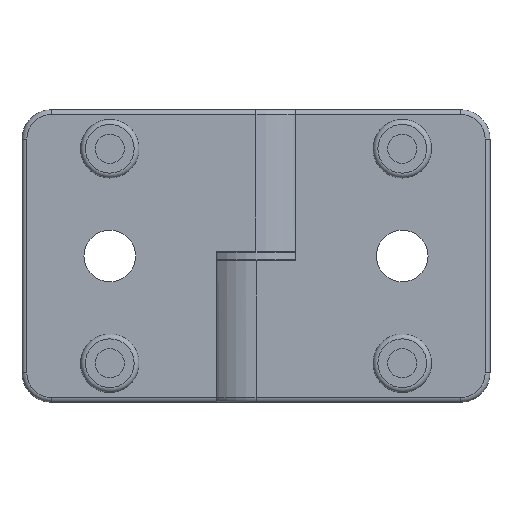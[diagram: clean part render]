
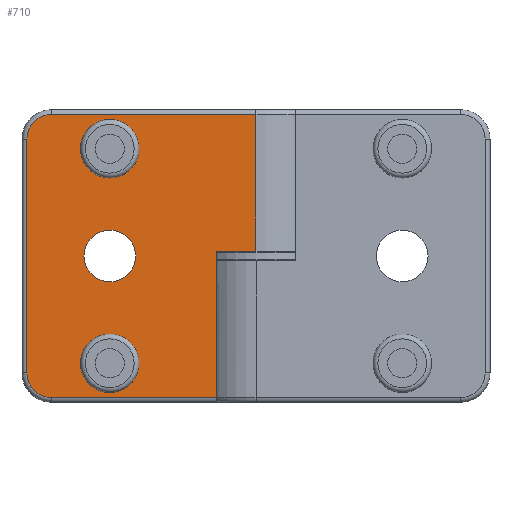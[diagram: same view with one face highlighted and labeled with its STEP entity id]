
A CAD part, front view. The second image highlights one B-rep face of the part: STEP entity #710.
In plain terms, the highlighted planar face has unit normal (0, -1, 0).
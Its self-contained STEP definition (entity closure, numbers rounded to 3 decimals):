
#53=FACE_BOUND('',#164,.T.);
#54=FACE_BOUND('',#165,.T.);
#55=FACE_BOUND('',#166,.T.);
#64=PLANE('',#869);
#112=FACE_OUTER_BOUND('',#163,.T.);
#163=EDGE_LOOP('',(#560,#561,#562,#563,#564,#565,#566,#567));
#164=EDGE_LOOP('',(#568));
#165=EDGE_LOOP('',(#569));
#166=EDGE_LOOP('',(#570));
#207=LINE('',#1273,#246);
#208=LINE('',#1275,#247);
#209=LINE('',#1277,#248);
#210=LINE('',#1281,#249);
#211=LINE('',#1285,#250);
#212=LINE('',#1286,#251);
#246=VECTOR('',#1040,10.);
#247=VECTOR('',#1041,10.);
#248=VECTOR('',#1042,10.);
#249=VECTOR('',#1045,10.);
#250=VECTOR('',#1048,10.);
#251=VECTOR('',#1049,10.);
#289=CIRCLE('',#852,3.);
#296=CIRCLE('',#862,3.);
#300=CIRCLE('',#870,2.5);
#301=CIRCLE('',#871,2.5);
#302=CIRCLE('',#872,2.65);
#344=VERTEX_POINT('',#1239);
#350=VERTEX_POINT('',#1256);
#354=VERTEX_POINT('',#1271);
#355=VERTEX_POINT('',#1272);
#356=VERTEX_POINT('',#1274);
#357=VERTEX_POINT('',#1276);
#358=VERTEX_POINT('',#1278);
#359=VERTEX_POINT('',#1280);
#360=VERTEX_POINT('',#1282);
#361=VERTEX_POINT('',#1284);
#362=VERTEX_POINT('',#1287);
#415=EDGE_CURVE('',#344,#344,#289,.T.);
#423=EDGE_CURVE('',#350,#350,#296,.T.);
#429=EDGE_CURVE('',#354,#355,#207,.T.);
#430=EDGE_CURVE('',#356,#354,#208,.T.);
#431=EDGE_CURVE('',#356,#357,#209,.T.);
#432=EDGE_CURVE('',#357,#358,#300,.T.);
#433=EDGE_CURVE('',#358,#359,#210,.T.);
#434=EDGE_CURVE('',#359,#360,#301,.T.);
#435=EDGE_CURVE('',#360,#361,#211,.T.);
#436=EDGE_CURVE('',#355,#361,#212,.T.);
#437=EDGE_CURVE('',#362,#362,#302,.T.);
#560=ORIENTED_EDGE('',*,*,#429,.F.);
#561=ORIENTED_EDGE('',*,*,#430,.F.);
#562=ORIENTED_EDGE('',*,*,#431,.T.);
#563=ORIENTED_EDGE('',*,*,#432,.T.);
#564=ORIENTED_EDGE('',*,*,#433,.T.);
#565=ORIENTED_EDGE('',*,*,#434,.T.);
#566=ORIENTED_EDGE('',*,*,#435,.T.);
#567=ORIENTED_EDGE('',*,*,#436,.F.);
#568=ORIENTED_EDGE('',*,*,#423,.F.);
#569=ORIENTED_EDGE('',*,*,#415,.F.);
#570=ORIENTED_EDGE('',*,*,#437,.F.);
#710=ADVANCED_FACE('',(#112,#53,#54,#55),#64,.F.);
#852=AXIS2_PLACEMENT_3D('',#1241,#1001,#1002);
#862=AXIS2_PLACEMENT_3D('',#1258,#1022,#1023);
#869=AXIS2_PLACEMENT_3D('',#1270,#1038,#1039);
#870=AXIS2_PLACEMENT_3D('',#1279,#1043,#1044);
#871=AXIS2_PLACEMENT_3D('',#1283,#1046,#1047);
#872=AXIS2_PLACEMENT_3D('',#1288,#1050,#1051);
#1001=DIRECTION('center_axis',(0.,-1.,0.));
#1002=DIRECTION('ref_axis',(-1.,0.,0.));
#1022=DIRECTION('center_axis',(0.,-1.,0.));
#1023=DIRECTION('ref_axis',(-1.,0.,0.));
#1038=DIRECTION('center_axis',(0.,1.,0.));
#1039=DIRECTION('ref_axis',(0.,0.,1.));
#1040=DIRECTION('',(-1.,0.,0.));
#1041=DIRECTION('',(0.,0.,-1.));
#1042=DIRECTION('',(-1.,0.,0.));
#1043=DIRECTION('center_axis',(0.,-1.,0.));
#1044=DIRECTION('ref_axis',(-0.707,0.,0.707));
#1045=DIRECTION('',(0.,0.,-1.));
#1046=DIRECTION('center_axis',(0.,-1.,0.));
#1047=DIRECTION('ref_axis',(-0.707,0.,-0.707));
#1048=DIRECTION('',(1.,0.,0.));
#1049=DIRECTION('',(0.,0.,-1.));
#1050=DIRECTION('center_axis',(0.,-1.,0.));
#1051=DIRECTION('ref_axis',(1.,0.,0.));
#1239=CARTESIAN_POINT('',(17.527,-5.527,-4.));
#1241=CARTESIAN_POINT('Origin',(14.527,-5.527,-4.));
#1256=CARTESIAN_POINT('',(17.527,-5.527,-26.));
#1258=CARTESIAN_POINT('Origin',(14.527,-5.527,-26.));
#1270=CARTESIAN_POINT('Origin',(29.527,-5.527,0.));
#1271=CARTESIAN_POINT('',(29.527,-5.527,-14.5));
#1272=CARTESIAN_POINT('',(25.527,-5.527,-14.5));
#1273=CARTESIAN_POINT('',(29.243,-5.527,-14.5));
#1274=CARTESIAN_POINT('',(29.527,-5.527,-0.5));
#1275=CARTESIAN_POINT('',(29.527,-5.527,0.));
#1276=CARTESIAN_POINT('',(8.527,-5.527,-0.5));
#1277=CARTESIAN_POINT('',(25.208,-5.527,-0.5));
#1278=CARTESIAN_POINT('',(6.027,-5.527,-3.));
#1279=CARTESIAN_POINT('Origin',(8.527,-5.527,-3.));
#1280=CARTESIAN_POINT('',(6.027,-5.527,-27.));
#1281=CARTESIAN_POINT('',(6.027,-5.527,0.));
#1282=CARTESIAN_POINT('',(8.527,-5.527,-29.5));
#1283=CARTESIAN_POINT('Origin',(8.527,-5.527,-27.));
#1284=CARTESIAN_POINT('',(25.527,-5.527,-29.5));
#1285=CARTESIAN_POINT('',(25.208,-5.527,-29.5));
#1286=CARTESIAN_POINT('',(25.527,-5.527,-15.));
#1287=CARTESIAN_POINT('',(11.877,-5.527,-15.));
#1288=CARTESIAN_POINT('Origin',(14.527,-5.527,-15.));
